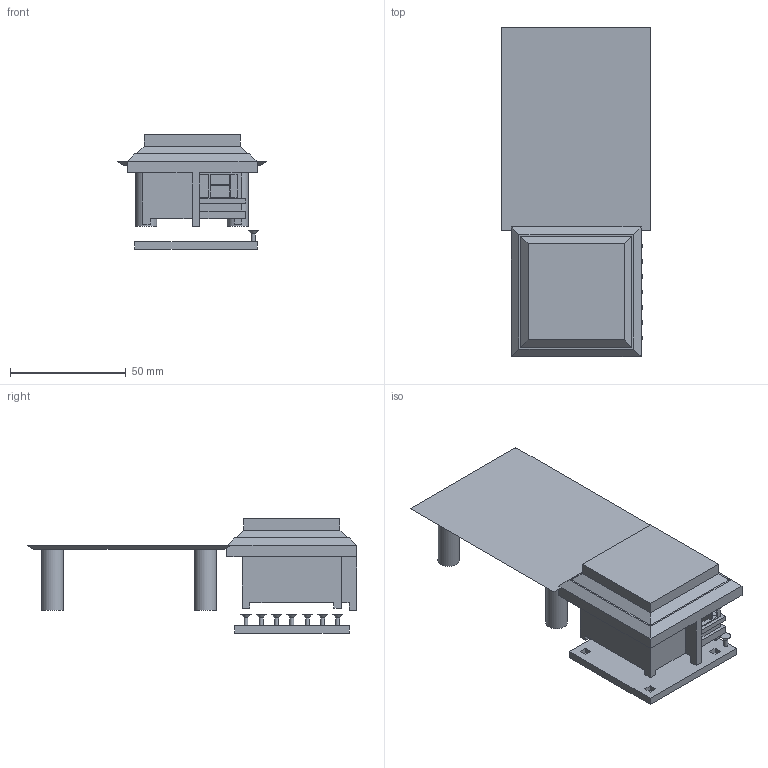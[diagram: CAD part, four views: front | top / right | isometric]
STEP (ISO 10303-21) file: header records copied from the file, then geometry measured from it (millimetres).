
FILE_DESCRIPTION(/* description */ (''),/* implementation_level */ '2;1');
FILE_NAME(/* name */ 'hw drive smaller.step',/* time_stamp */ '2023-10-26T17:55:22-07:00',/* author */ (''),/* organization */ (''),/* preprocessor_version */ 'ST-DEVELOPER v20',/* originating_system */ 'Autodesk Translation Framework v12.14.0.127',/* authorisation */ '');
FILE_SCHEMA (('AUTOMOTIVE_DESIGN { 1 0 10303 214 3 1 1 }'));
Length unit declared in the file: millimetre
Products named in the file (1): hw drive in v2
Bounding box: 64.73 x 142.42 x 49.5 mm (x, y, z)
Volume: 61153.4 mm3; surface area: 37447.7 mm2
Topology: 2 solids, 2 shells, 162 faces, 412 edges, 267 vertices
Faces by surface type: plane 144, cylinder 11, cone 7
Full cylindrical faces by diameter (mm): 1.65 x7, 9.334 x4
Entity records: 4860 total; most frequent: CARTESIAN_POINT 842, ORIENTED_EDGE 824, DIRECTION 767, EDGE_CURVE 412, LINE 383, VECTOR 383, VERTEX_POINT 267, EDGE_LOOP 195
